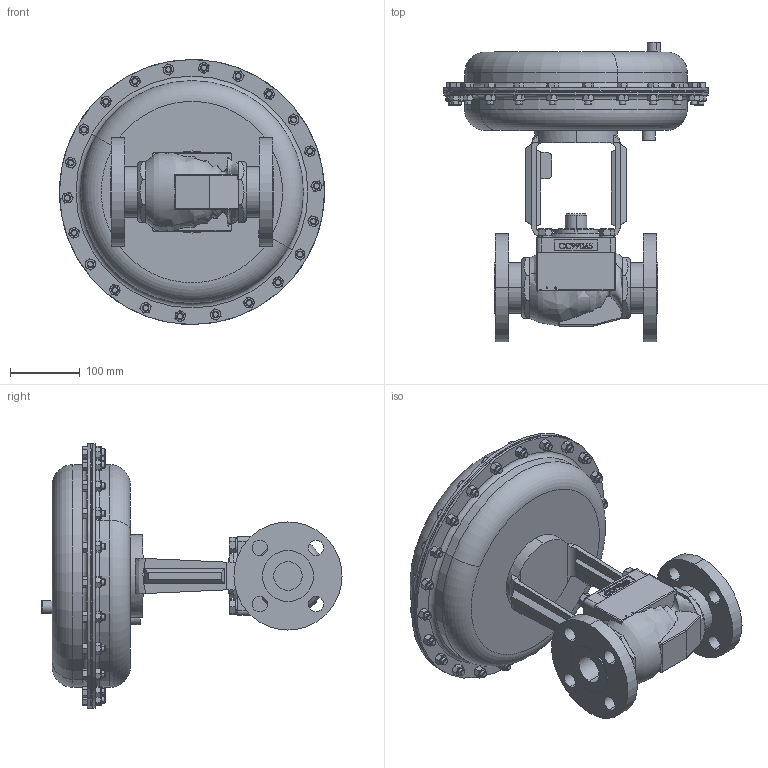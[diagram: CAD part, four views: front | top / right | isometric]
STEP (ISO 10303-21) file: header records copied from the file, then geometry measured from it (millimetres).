
FILE_DESCRIPTION (( 'STEP AP203' ), '1' );
FILE_NAME ('78-150-BR+CS+S6-I3-85M.step', '2017-09-25T13:13:53', ( '' ), ( '' ), 'SwSTEP 2.0', 'SolidWorks 2014', '' );
FILE_SCHEMA (( 'CONFIG_CONTROL_DESIGN' ));
Products named in the file (1): 78-150-BR+CS+S6-I3-85M
Bounding box: 381 x 431.44 x 381 mm (x, y, z)
Volume: 11927202.8 mm3; surface area: 624607.9 mm2
Topology: 1 solids, 1 shells, 1372 faces, 3291 edges, 2029 vertices
Faces by surface type: plane 590, cone 476, cylinder 192, bspline 102, torus 10, sphere 2
Entity records: 73342 total; most frequent: CARTESIAN_POINT 43455, ORIENTED_EDGE 6580, DIRECTION 5455, EDGE_CURVE 3290, AXIS2_PLACEMENT_3D 2100, VERTEX_POINT 2029, EDGE_LOOP 1551, FACE_OUTER_BOUND 1372
